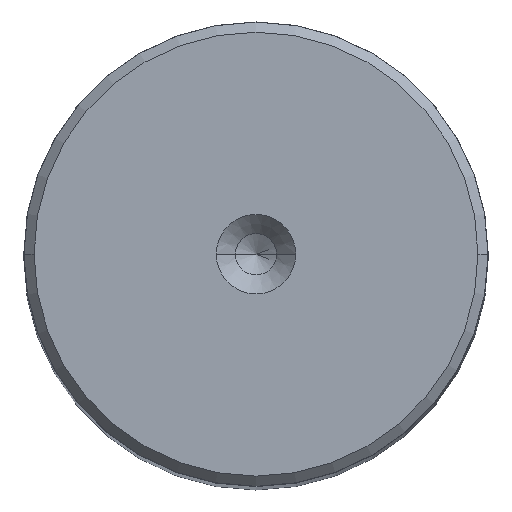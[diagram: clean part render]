
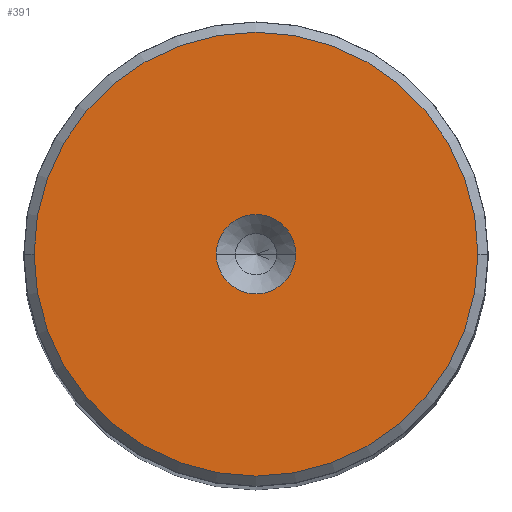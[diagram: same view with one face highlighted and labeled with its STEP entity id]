
A CAD part, top view. The second image highlights one B-rep face of the part: STEP entity #391.
In plain terms, the highlighted planar face has unit normal (0, 0, 1).
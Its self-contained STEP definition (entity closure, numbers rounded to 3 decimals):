
#69 = CARTESIAN_POINT ( 'NONE',  ( 21.514, 0., 200. ) ) ;
#74 = CIRCLE ( 'NONE', #1342, 21.514 ) ;
#302 = DIRECTION ( 'NONE',  ( 0., 0., 1. ) ) ;
#326 = CARTESIAN_POINT ( 'NONE',  ( -3.85, 0., 200. ) ) ;
#383 = VERTEX_POINT ( 'NONE', #326 ) ;
#391 = ADVANCED_FACE ( 'NONE', ( #1212, #1469 ), #2392, .T. ) ;
#393 = EDGE_CURVE ( 'NONE', #820, #449, #74, .T. ) ;
#403 = CARTESIAN_POINT ( 'NONE',  ( -21.514, 0., 200. ) ) ;
#433 = EDGE_CURVE ( 'NONE', #449, #820, #473, .T. ) ;
#449 = VERTEX_POINT ( 'NONE', #69 ) ;
#473 = CIRCLE ( 'NONE', #1453, 21.514 ) ;
#495 = DIRECTION ( 'NONE',  ( 0., 0., 1. ) ) ;
#660 = DIRECTION ( 'NONE',  ( 1., 0., 0. ) ) ;
#688 = CARTESIAN_POINT ( 'NONE',  ( 0., 0., 200. ) ) ;
#732 = DIRECTION ( 'NONE',  ( 1., 0., 0. ) ) ;
#744 = DIRECTION ( 'NONE',  ( 0., 0., 1. ) ) ;
#820 = VERTEX_POINT ( 'NONE', #403 ) ;
#949 = CARTESIAN_POINT ( 'NONE',  ( 0., 0., 200. ) ) ;
#970 = EDGE_CURVE ( 'NONE', #383, #1835, #975, .T. ) ;
#975 = CIRCLE ( 'NONE', #1540, 3.85 ) ;
#1076 = EDGE_CURVE ( 'NONE', #1835, #383, #1953, .T. ) ;
#1112 = ORIENTED_EDGE ( 'NONE', *, *, #1076, .F. ) ;
#1142 = CARTESIAN_POINT ( 'NONE',  ( 0., 0., 200. ) ) ;
#1212 = FACE_BOUND ( 'NONE', #2451, .T. ) ;
#1342 = AXIS2_PLACEMENT_3D ( 'NONE', #949, #302, #732 ) ;
#1348 = CARTESIAN_POINT ( 'NONE',  ( 0., 0., 200. ) ) ;
#1374 = EDGE_LOOP ( 'NONE', ( #2453, #2159 ) ) ;
#1446 = ORIENTED_EDGE ( 'NONE', *, *, #970, .F. ) ;
#1453 = AXIS2_PLACEMENT_3D ( 'NONE', #1348, #495, #1972 ) ;
#1469 = FACE_OUTER_BOUND ( 'NONE', #1374, .T. ) ;
#1511 = DIRECTION ( 'NONE',  ( 1., 0., 0. ) ) ;
#1540 = AXIS2_PLACEMENT_3D ( 'NONE', #2327, #2537, #1511 ) ;
#1835 = VERTEX_POINT ( 'NONE', #2296 ) ;
#1953 = CIRCLE ( 'NONE', #2521, 3.85 ) ;
#1972 = DIRECTION ( 'NONE',  ( 1., 0., 0. ) ) ;
#2134 = DIRECTION ( 'NONE',  ( 0., 0., 1. ) ) ;
#2159 = ORIENTED_EDGE ( 'NONE', *, *, #433, .T. ) ;
#2202 = DIRECTION ( 'NONE',  ( 1., 0., 0. ) ) ;
#2296 = CARTESIAN_POINT ( 'NONE',  ( 3.85, 0., 200. ) ) ;
#2325 = AXIS2_PLACEMENT_3D ( 'NONE', #1142, #744, #2202 ) ;
#2327 = CARTESIAN_POINT ( 'NONE',  ( 0., 0., 200. ) ) ;
#2392 = PLANE ( 'NONE',  #2325 ) ;
#2451 = EDGE_LOOP ( 'NONE', ( #1112, #1446 ) ) ;
#2453 = ORIENTED_EDGE ( 'NONE', *, *, #393, .T. ) ;
#2521 = AXIS2_PLACEMENT_3D ( 'NONE', #688, #2134, #660 ) ;
#2537 = DIRECTION ( 'NONE',  ( 0., 0., 1. ) ) ;
